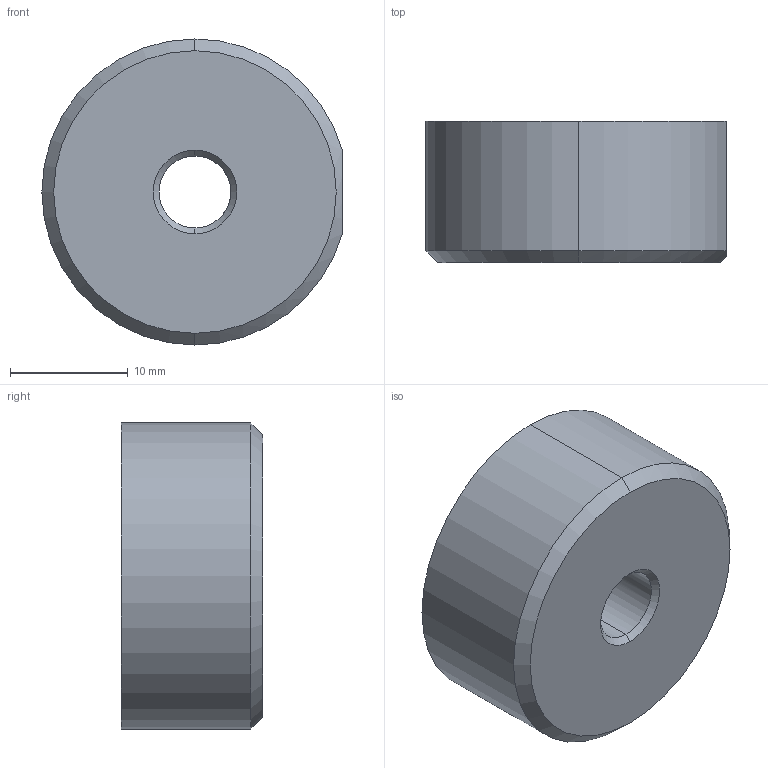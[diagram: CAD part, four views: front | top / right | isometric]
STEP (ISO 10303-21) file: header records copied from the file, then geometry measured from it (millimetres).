
FILE_DESCRIPTION (( 'STEP AP214' ), '1' );
FILE_NAME ('HERON-004_Fancy-Array_GPS-Mount_Top.STEP', '2023-12-13T10:29:07', ( '' ), ( '' ), 'SwSTEP 2.0', 'SolidWorks 2022', '' );
FILE_SCHEMA (( 'AUTOMOTIVE_DESIGN' ));
Length unit declared in the file: millimetre
Products named in the file (1): HERON-004_Fancy-Array_GPS-Mount_Top
Bounding box: 25.5 x 12 x 26 mm (x, y, z)
Volume: 5719 mm3; surface area: 2675.5 mm2
Topology: 1 solids, 1 shells, 193 faces, 557 edges, 369 vertices
Faces by surface type: cylinder 154, cone 15, bspline 15, plane 9
Entity records: 17694 total; most frequent: CARTESIAN_POINT 13621, ORIENTED_EDGE 1114, DIRECTION 592, EDGE_CURVE 557, VERTEX_POINT 369, AXIS2_PLACEMENT_3D 211, EDGE_LOOP 200, FACE_OUTER_BOUND 193
